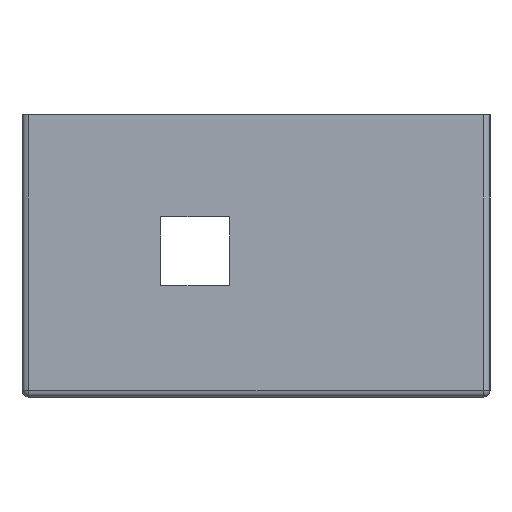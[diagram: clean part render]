
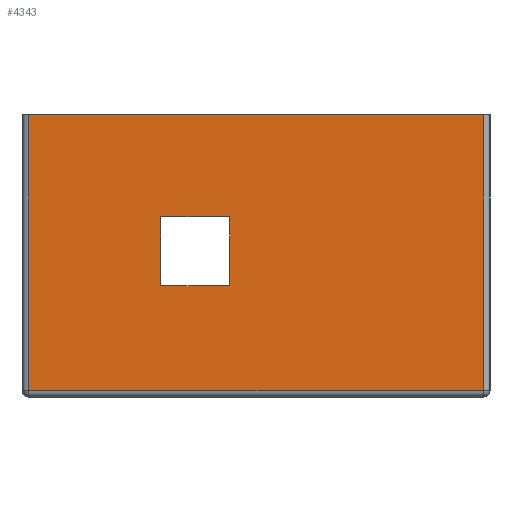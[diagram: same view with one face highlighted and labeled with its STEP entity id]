
A CAD part, left-side view. The second image highlights one B-rep face of the part: STEP entity #4343.
In plain terms, the highlighted planar face has unit normal (-1, 0, 0).
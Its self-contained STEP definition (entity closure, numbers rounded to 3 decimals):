
#72 = VECTOR ( 'NONE', #516, 1000. ) ;
#90 = CARTESIAN_POINT ( 'NONE',  ( -65., -33., 41. ) ) ;
#155 = CARTESIAN_POINT ( 'NONE',  ( -65., 13.85, 26.2 ) ) ;
#271 = VECTOR ( 'NONE', #1940, 1000. ) ;
#345 = EDGE_CURVE ( 'NONE', #5230, #3365, #2567, .T. ) ;
#351 = ORIENTED_EDGE ( 'NONE', *, *, #345, .F. ) ;
#418 = ORIENTED_EDGE ( 'NONE', *, *, #2244, .F. ) ;
#440 = DIRECTION ( 'NONE',  ( 0., 0., -1. ) ) ;
#516 = DIRECTION ( 'NONE',  ( 0., 0., 1. ) ) ;
#536 = DIRECTION ( 'NONE',  ( 0., 0., 1. ) ) ;
#537 = LINE ( 'NONE', #610, #1703 ) ;
#556 = FACE_BOUND ( 'NONE', #875, .T. ) ;
#610 = CARTESIAN_POINT ( 'NONE',  ( -65., 13.85, 16.2 ) ) ;
#709 = FACE_OUTER_BOUND ( 'NONE', #1505, .T. ) ;
#766 = DIRECTION ( 'NONE',  ( 0., -1., 0. ) ) ;
#875 = EDGE_LOOP ( 'NONE', ( #2130, #418, #3835, #3968 ) ) ;
#1003 = CARTESIAN_POINT ( 'NONE',  ( -65., 13.85, 16.2 ) ) ;
#1092 = VERTEX_POINT ( 'NONE', #3866 ) ;
#1191 = CARTESIAN_POINT ( 'NONE',  ( -65., 13.85, 16.2 ) ) ;
#1209 = EDGE_CURVE ( 'NONE', #1838, #1788, #537, .T. ) ;
#1397 = CARTESIAN_POINT ( 'NONE',  ( -65., 3.85, 16.2 ) ) ;
#1470 = CARTESIAN_POINT ( 'NONE',  ( -65., 34., 41. ) ) ;
#1505 = EDGE_LOOP ( 'NONE', ( #4510, #2177, #351, #4238 ) ) ;
#1544 = LINE ( 'NONE', #90, #3677 ) ;
#1629 = LINE ( 'NONE', #155, #3753 ) ;
#1702 = VERTEX_POINT ( 'NONE', #3202 ) ;
#1703 = VECTOR ( 'NONE', #3516, 1000. ) ;
#1788 = VERTEX_POINT ( 'NONE', #1003 ) ;
#1838 = VERTEX_POINT ( 'NONE', #4462 ) ;
#1845 = CARTESIAN_POINT ( 'NONE',  ( -65., 3.85, 26.2 ) ) ;
#1899 = DIRECTION ( 'NONE',  ( 1., 0., 0. ) ) ;
#1940 = DIRECTION ( 'NONE',  ( 0., -1., 0. ) ) ;
#2130 = ORIENTED_EDGE ( 'NONE', *, *, #1209, .F. ) ;
#2177 = ORIENTED_EDGE ( 'NONE', *, *, #4872, .T. ) ;
#2233 = CARTESIAN_POINT ( 'NONE',  ( -65., 34., 1. ) ) ;
#2244 = EDGE_CURVE ( 'NONE', #4269, #1838, #1629, .T. ) ;
#2483 = EDGE_CURVE ( 'NONE', #1788, #1702, #3394, .T. ) ;
#2567 = LINE ( 'NONE', #3900, #271 ) ;
#3171 = CARTESIAN_POINT ( 'NONE',  ( -65., -33., 41. ) ) ;
#3201 = CARTESIAN_POINT ( 'NONE',  ( -65., -33., 1. ) ) ;
#3202 = CARTESIAN_POINT ( 'NONE',  ( -65., 3.85, 16.2 ) ) ;
#3274 = VECTOR ( 'NONE', #766, 1000. ) ;
#3365 = VERTEX_POINT ( 'NONE', #3171 ) ;
#3379 = LINE ( 'NONE', #1397, #72 ) ;
#3394 = LINE ( 'NONE', #1191, #3274 ) ;
#3516 = DIRECTION ( 'NONE',  ( 0., 0., -1. ) ) ;
#3677 = VECTOR ( 'NONE', #536, 1000. ) ;
#3753 = VECTOR ( 'NONE', #4024, 1000. ) ;
#3819 = EDGE_CURVE ( 'NONE', #1092, #3996, #5072, .T. ) ;
#3835 = ORIENTED_EDGE ( 'NONE', *, *, #3850, .F. ) ;
#3850 = EDGE_CURVE ( 'NONE', #1702, #4269, #3379, .T. ) ;
#3866 = CARTESIAN_POINT ( 'NONE',  ( -65., 33., 1. ) ) ;
#3900 = CARTESIAN_POINT ( 'NONE',  ( -65., 34., 41. ) ) ;
#3968 = ORIENTED_EDGE ( 'NONE', *, *, #2483, .F. ) ;
#3996 = VERTEX_POINT ( 'NONE', #3201 ) ;
#4024 = DIRECTION ( 'NONE',  ( 0., 1., 0. ) ) ;
#4212 = CARTESIAN_POINT ( 'NONE',  ( -65., 33., 41. ) ) ;
#4238 = ORIENTED_EDGE ( 'NONE', *, *, #5354, .T. ) ;
#4269 = VERTEX_POINT ( 'NONE', #1845 ) ;
#4343 = ADVANCED_FACE ( 'NONE', ( #556, #709 ), #4456, .F. ) ;
#4456 = PLANE ( 'NONE',  #4827 ) ;
#4462 = CARTESIAN_POINT ( 'NONE',  ( -65., 13.85, 26.2 ) ) ;
#4475 = VECTOR ( 'NONE', #440, 1000. ) ;
#4510 = ORIENTED_EDGE ( 'NONE', *, *, #3819, .T. ) ;
#4611 = LINE ( 'NONE', #5567, #4475 ) ;
#4827 = AXIS2_PLACEMENT_3D ( 'NONE', #1470, #1899, #4887 ) ;
#4872 = EDGE_CURVE ( 'NONE', #3996, #3365, #1544, .T. ) ;
#4887 = DIRECTION ( 'NONE',  ( 0., 1., 0. ) ) ;
#5072 = LINE ( 'NONE', #2233, #5393 ) ;
#5220 = DIRECTION ( 'NONE',  ( 0., -1., 0. ) ) ;
#5230 = VERTEX_POINT ( 'NONE', #4212 ) ;
#5354 = EDGE_CURVE ( 'NONE', #5230, #1092, #4611, .T. ) ;
#5393 = VECTOR ( 'NONE', #5220, 1000. ) ;
#5567 = CARTESIAN_POINT ( 'NONE',  ( -65., 33., 41. ) ) ;
